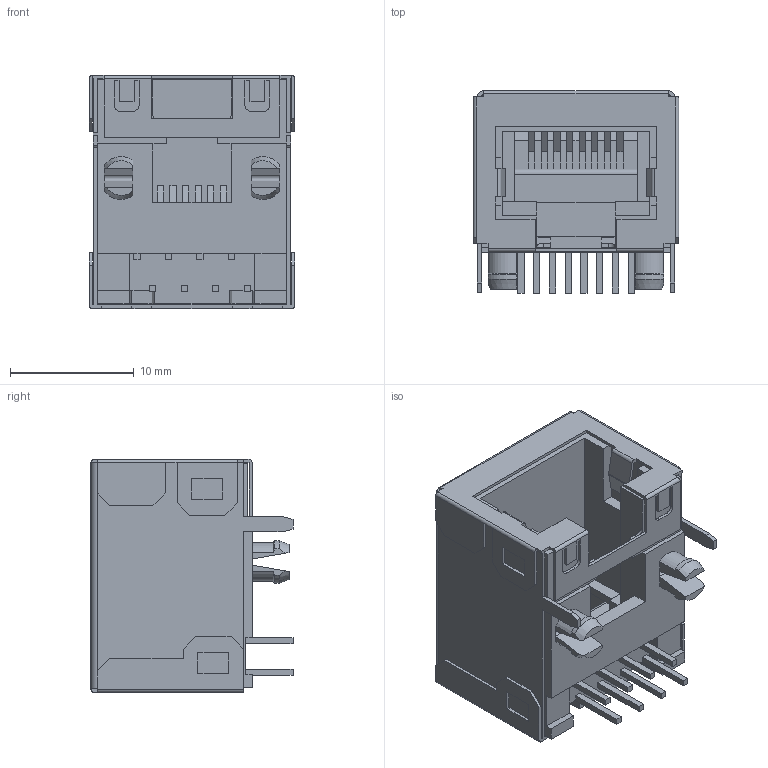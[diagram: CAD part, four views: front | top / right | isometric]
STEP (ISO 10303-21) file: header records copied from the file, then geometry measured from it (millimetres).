
FILE_DESCRIPTION((''),'2;1');
FILE_NAME('956223981','2012-06-27T',('gga'),(''),'PRO/ENGINEER BY PARAMETRIC TECHNOLOGY CORPORATION, 2011490','PRO/ENGINEER BY PARAMETRIC TECHNOLOGY CORPORATION, 2011490','');
FILE_SCHEMA(('CONFIG_CONTROL_DESIGN'));
Length unit declared in the file: millimetre
Products named in the file (1): 956223981
Bounding box: 16.6 x 16.3 x 18.8 mm (x, y, z)
Volume: 1887.2 mm3; surface area: 4603.1 mm2
Topology: 1 solids, 1 shells, 421 faces, 1240 edges, 814 vertices
Faces by surface type: plane 347, cylinder 66, cone 8
Entity records: 13921 total; most frequent: CARTESIAN_POINT 2530, ORIENTED_EDGE 2428, DIRECTION 2220, EDGE_CURVE 1214, VECTOR 1060, LINE 1060, VERTEX_POINT 786, AXIS2_PLACEMENT_3D 580
